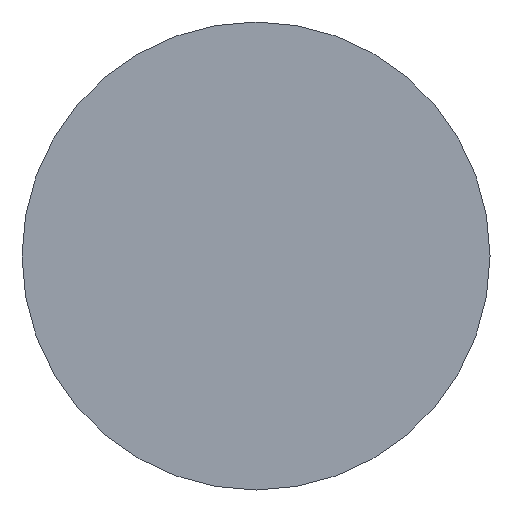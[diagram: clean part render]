
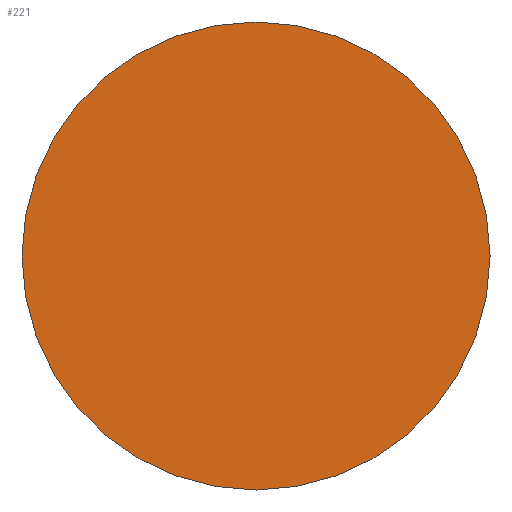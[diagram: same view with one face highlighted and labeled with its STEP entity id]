
A CAD part, front view. The second image highlights one B-rep face of the part: STEP entity #221.
In plain terms, the highlighted planar face has unit normal (0, -1, 0).
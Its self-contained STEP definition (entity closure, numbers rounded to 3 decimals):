
#129=VERTEX_POINT('',#306);
#175=EDGE_CURVE('',#129,#183,#358,.T.);
#183=VERTEX_POINT('',#367);
#221=ADVANCED_FACE('',(#412),#413,.T.);
#235=EDGE_CURVE('',#183,#129,#428,.T.);
#306=CARTESIAN_POINT('',(-12.5,-30.0,0.));
#358=CIRCLE('',#565,12.5);
#367=CARTESIAN_POINT('',(12.5,-30.0,0.));
#412=FACE_OUTER_BOUND('',#631,.T.);
#413=PLANE('',#632);
#428=CIRCLE('',#650,12.5);
#565=AXIS2_PLACEMENT_3D('',#786,#787,#788);
#631=EDGE_LOOP('',(#857,#858));
#632=AXIS2_PLACEMENT_3D('',#859,#860,#861);
#650=AXIS2_PLACEMENT_3D('',#876,#877,#878);
#786=CARTESIAN_POINT('',(0.0,-30.0,0.));
#787=DIRECTION('',(0.0,-1.0,0.));
#788=DIRECTION('',(1.0,0.0,0.0));
#857=ORIENTED_EDGE('',*,*,#235,.T.);
#858=ORIENTED_EDGE('',*,*,#175,.T.);
#859=CARTESIAN_POINT('',(0.0,-30.0,0.));
#860=DIRECTION('',(0.0,-1.0,0.));
#861=DIRECTION('',(1.0,0.0,0.0));
#876=CARTESIAN_POINT('',(0.0,-30.0,0.));
#877=DIRECTION('',(0.0,-1.0,0.));
#878=DIRECTION('',(1.0,0.0,0.0));
